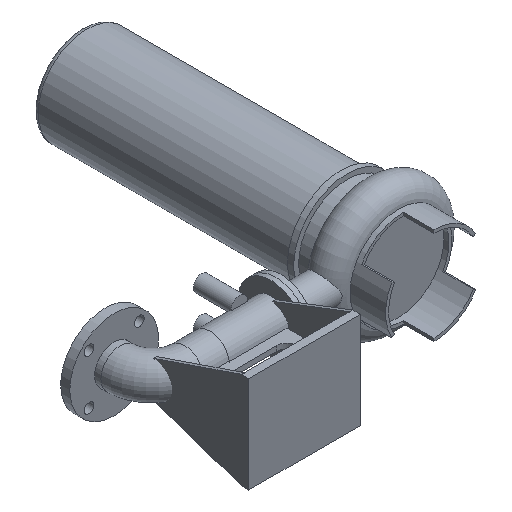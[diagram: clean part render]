
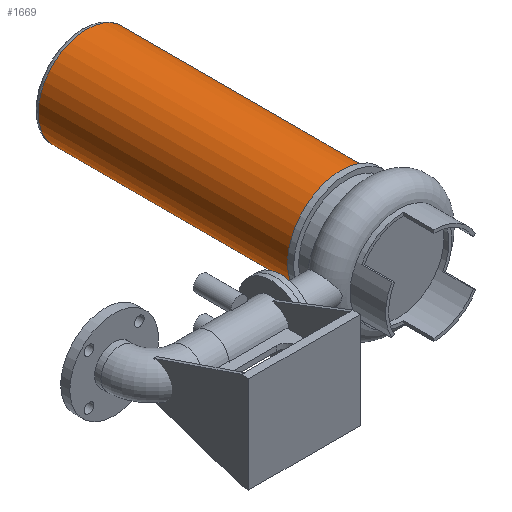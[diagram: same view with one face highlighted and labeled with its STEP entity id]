
A CAD part, isometric view. The second image highlights one B-rep face of the part: STEP entity #1669.
In plain terms, the highlighted cylindrical face has radius 95.842 mm (diameter 191.685 mm), a full revolution.
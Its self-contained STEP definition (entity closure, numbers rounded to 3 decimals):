
#155=LINE('',#2955,#289);
#289=VECTOR('',#2305,95.842);
#343=CYLINDRICAL_SURFACE('',#1855,95.842);
#452=FACE_OUTER_BOUND('',#575,.T.);
#575=EDGE_LOOP('',(#1416,#1417,#1418,#1419,#1420));
#660=CIRCLE('',#1850,95.842);
#661=CIRCLE('',#1851,95.842);
#664=CIRCLE('',#1856,95.842);
#801=VERTEX_POINT('',#2944);
#802=VERTEX_POINT('',#2945);
#804=VERTEX_POINT('',#2953);
#1011=EDGE_CURVE('',#801,#802,#660,.T.);
#1012=EDGE_CURVE('',#802,#801,#661,.T.);
#1015=EDGE_CURVE('',#804,#804,#664,.T.);
#1016=EDGE_CURVE('',#804,#802,#155,.T.);
#1416=ORIENTED_EDGE('',*,*,#1015,.F.);
#1417=ORIENTED_EDGE('',*,*,#1016,.T.);
#1418=ORIENTED_EDGE('',*,*,#1011,.F.);
#1419=ORIENTED_EDGE('',*,*,#1012,.F.);
#1420=ORIENTED_EDGE('',*,*,#1016,.F.);
#1669=ADVANCED_FACE('',(#452),#343,.T.);
#1850=AXIS2_PLACEMENT_3D('',#2946,#2291,#2292);
#1851=AXIS2_PLACEMENT_3D('',#2947,#2293,#2294);
#1855=AXIS2_PLACEMENT_3D('',#2952,#2301,#2302);
#1856=AXIS2_PLACEMENT_3D('',#2954,#2303,#2304);
#2291=DIRECTION('center_axis',(0.,1.,0.));
#2292=DIRECTION('ref_axis',(-1.,0.,0.));
#2293=DIRECTION('center_axis',(0.,1.,0.));
#2294=DIRECTION('ref_axis',(-1.,0.,0.));
#2301=DIRECTION('center_axis',(0.,-1.,0.));
#2302=DIRECTION('ref_axis',(1.,0.,0.));
#2303=DIRECTION('center_axis',(0.,-1.,0.));
#2304=DIRECTION('ref_axis',(1.,0.,0.));
#2305=DIRECTION('',(0.,1.,0.));
#2944=CARTESIAN_POINT('',(386.5,579.5,95.842));
#2945=CARTESIAN_POINT('',(290.658,579.5,0.));
#2946=CARTESIAN_POINT('Origin',(386.5,579.5,0.));
#2947=CARTESIAN_POINT('Origin',(386.5,579.5,0.));
#2952=CARTESIAN_POINT('Origin',(386.5,333.702,0.));
#2953=CARTESIAN_POINT('',(290.658,77.905,0.));
#2954=CARTESIAN_POINT('Origin',(386.5,77.905,0.));
#2955=CARTESIAN_POINT('',(290.658,333.702,0.));
